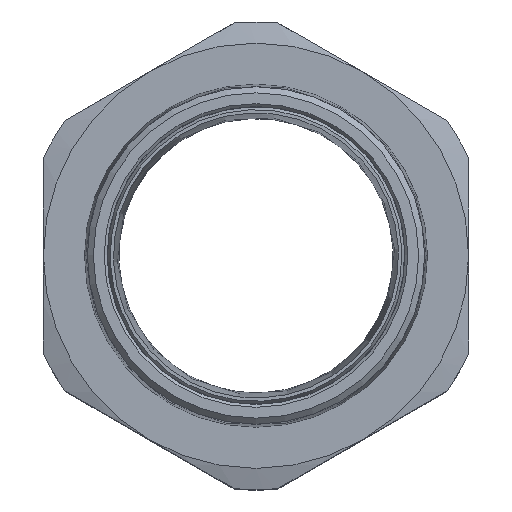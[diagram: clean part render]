
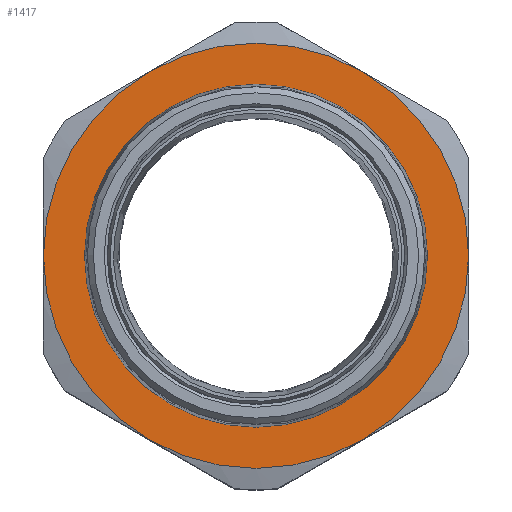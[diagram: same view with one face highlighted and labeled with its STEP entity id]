
A CAD part, top view. The second image highlights one B-rep face of the part: STEP entity #1417.
In plain terms, the highlighted planar face has unit normal (0, 0, 1).
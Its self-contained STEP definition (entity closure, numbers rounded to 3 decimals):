
#22 = CIRCLE ( 'NONE', #94, 37.5 ) ;
#94 = AXIS2_PLACEMENT_3D ( 'NONE', #1099, #2535, #1311 ) ;
#150 = DIRECTION ( 'NONE',  ( 1., 0., 0. ) ) ;
#184 = AXIS2_PLACEMENT_3D ( 'NONE', #616, #2494, #233 ) ;
#204 = ORIENTED_EDGE ( 'NONE', *, *, #1150, .T. ) ;
#209 = EDGE_CURVE ( 'NONE', #1271, #2485, #800, .T. ) ;
#233 = DIRECTION ( 'NONE',  ( 1., 0., 0. ) ) ;
#285 = EDGE_CURVE ( 'NONE', #2595, #1271, #493, .T. ) ;
#299 = ORIENTED_EDGE ( 'NONE', *, *, #1824, .T. ) ;
#366 = VERTEX_POINT ( 'NONE', #1236 ) ;
#392 = CARTESIAN_POINT ( 'NONE',  ( 0., 0., 23.3 ) ) ;
#493 = CIRCLE ( 'NONE', #1601, 37.5 ) ;
#550 = ORIENTED_EDGE ( 'NONE', *, *, #1333, .T. ) ;
#593 = CARTESIAN_POINT ( 'NONE',  ( 0., 0., 23.3 ) ) ;
#616 = CARTESIAN_POINT ( 'NONE',  ( 0., 0., 23.3 ) ) ;
#657 = CIRCLE ( 'NONE', #184, 37.5 ) ;
#681 = CARTESIAN_POINT ( 'NONE',  ( 0., 41.25, 23.3 ) ) ;
#800 = CIRCLE ( 'NONE', #2546, 37.5 ) ;
#882 = AXIS2_PLACEMENT_3D ( 'NONE', #593, #1123, #1590 ) ;
#909 = AXIS2_PLACEMENT_3D ( 'NONE', #1224, #1825, #150 ) ;
#927 = ORIENTED_EDGE ( 'NONE', *, *, #209, .T. ) ;
#1005 = EDGE_CURVE ( 'NONE', #2167, #2595, #22, .T. ) ;
#1041 = CIRCLE ( 'NONE', #882, 30.25 ) ;
#1046 = VERTEX_POINT ( 'NONE', #2543 ) ;
#1073 = DIRECTION ( 'NONE',  ( 0., 0., 1. ) ) ;
#1085 = AXIS2_PLACEMENT_3D ( 'NONE', #2464, #2073, #1478 ) ;
#1090 = ORIENTED_EDGE ( 'NONE', *, *, #1005, .T. ) ;
#1099 = CARTESIAN_POINT ( 'NONE',  ( 0., 0., 23.3 ) ) ;
#1123 = DIRECTION ( 'NONE',  ( 0., 0., 1. ) ) ;
#1150 = EDGE_CURVE ( 'NONE', #1046, #366, #1821, .T. ) ;
#1216 = DIRECTION ( 'NONE',  ( 1., 0., 0. ) ) ;
#1224 = CARTESIAN_POINT ( 'NONE',  ( 0., 0., 23.3 ) ) ;
#1236 = CARTESIAN_POINT ( 'NONE',  ( -37.5, 0., 23.3 ) ) ;
#1271 = VERTEX_POINT ( 'NONE', #2482 ) ;
#1276 = ORIENTED_EDGE ( 'NONE', *, *, #1954, .F. ) ;
#1311 = DIRECTION ( 'NONE',  ( 1., 0., 0. ) ) ;
#1312 = CARTESIAN_POINT ( 'NONE',  ( 18.75, -32.476, 23.3 ) ) ;
#1333 = EDGE_CURVE ( 'NONE', #2485, #1046, #2439, .T. ) ;
#1380 = FACE_OUTER_BOUND ( 'NONE', #2419, .T. ) ;
#1417 = ADVANCED_FACE ( 'NONE', ( #2220, #1380 ), #2516, .T. ) ;
#1478 = DIRECTION ( 'NONE',  ( 1., 0., 0. ) ) ;
#1590 = DIRECTION ( 'NONE',  ( 1., 0., 0. ) ) ;
#1601 = AXIS2_PLACEMENT_3D ( 'NONE', #392, #2490, #1871 ) ;
#1821 = CIRCLE ( 'NONE', #909, 37.5 ) ;
#1824 = EDGE_CURVE ( 'NONE', #366, #2167, #657, .T. ) ;
#1825 = DIRECTION ( 'NONE',  ( 0., 0., 1. ) ) ;
#1829 = CARTESIAN_POINT ( 'NONE',  ( -18.75, -32.476, 23.3 ) ) ;
#1871 = DIRECTION ( 'NONE',  ( 1., 0., 0. ) ) ;
#1910 = ORIENTED_EDGE ( 'NONE', *, *, #285, .T. ) ;
#1922 = DIRECTION ( 'NONE',  ( 1., 0., 0. ) ) ;
#1954 = EDGE_CURVE ( 'NONE', #2633, #2633, #1041, .T. ) ;
#2011 = DIRECTION ( 'NONE',  ( 0., 0., 1. ) ) ;
#2073 = DIRECTION ( 'NONE',  ( 0., 0., 1. ) ) ;
#2117 = AXIS2_PLACEMENT_3D ( 'NONE', #681, #1073, #1922 ) ;
#2167 = VERTEX_POINT ( 'NONE', #1829 ) ;
#2220 = FACE_BOUND ( 'NONE', #2444, .T. ) ;
#2405 = CARTESIAN_POINT ( 'NONE',  ( 30.25, 0., 23.3 ) ) ;
#2419 = EDGE_LOOP ( 'NONE', ( #1910, #927, #550, #204, #299, #1090 ) ) ;
#2439 = CIRCLE ( 'NONE', #1085, 37.5 ) ;
#2441 = CARTESIAN_POINT ( 'NONE',  ( 0., 0., 23.3 ) ) ;
#2444 = EDGE_LOOP ( 'NONE', ( #1276 ) ) ;
#2464 = CARTESIAN_POINT ( 'NONE',  ( 0., 0., 23.3 ) ) ;
#2482 = CARTESIAN_POINT ( 'NONE',  ( 37.5, 0., 23.3 ) ) ;
#2485 = VERTEX_POINT ( 'NONE', #2511 ) ;
#2490 = DIRECTION ( 'NONE',  ( 0., 0., 1. ) ) ;
#2494 = DIRECTION ( 'NONE',  ( 0., 0., 1. ) ) ;
#2511 = CARTESIAN_POINT ( 'NONE',  ( 18.75, 32.476, 23.3 ) ) ;
#2516 = PLANE ( 'NONE',  #2117 ) ;
#2535 = DIRECTION ( 'NONE',  ( 0., 0., 1. ) ) ;
#2543 = CARTESIAN_POINT ( 'NONE',  ( -18.75, 32.476, 23.3 ) ) ;
#2546 = AXIS2_PLACEMENT_3D ( 'NONE', #2441, #2011, #1216 ) ;
#2595 = VERTEX_POINT ( 'NONE', #1312 ) ;
#2633 = VERTEX_POINT ( 'NONE', #2405 ) ;
